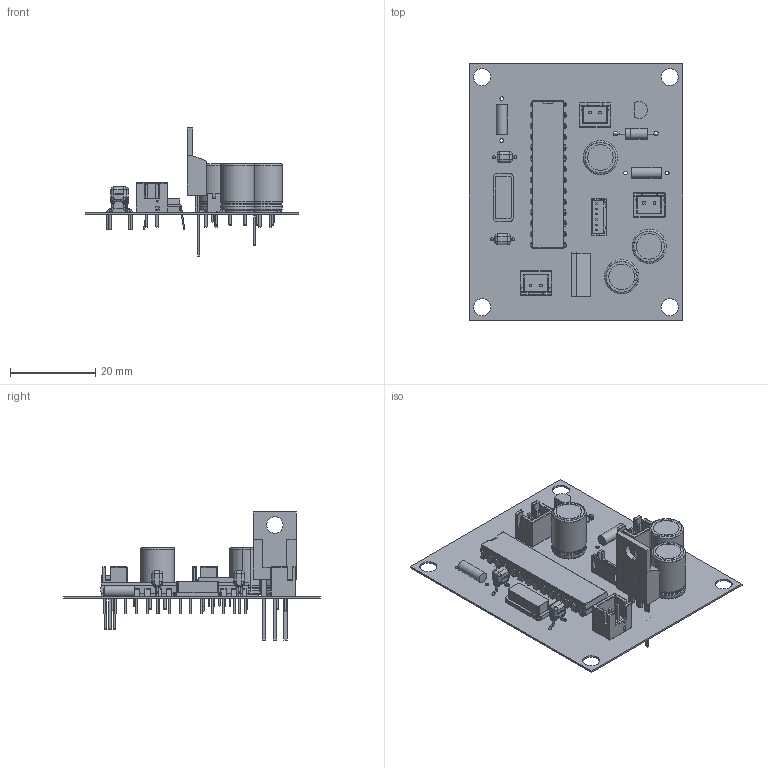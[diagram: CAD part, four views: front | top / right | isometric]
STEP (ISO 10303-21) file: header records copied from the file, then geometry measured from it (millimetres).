
FILE_DESCRIPTION(('Open CASCADE Model'),'2;1');
FILE_NAME('Open CASCADE Shape Model','2021-05-21T22:01:01',('Author'),( 'Open CASCADE'),'Open CASCADE STEP processor 6.8','Open CASCADE 6.8' ,'Unknown');
FILE_SCHEMA(('AUTOMOTIVE_DESIGN { 1 0 10303 214 1 1 1 1 }'));
Length unit declared in the file: millimetre
Products named in the file (51): PCB; Board; Open CASCADE STEP translator 6.8 1.1.1; JST4; Conn_JST_B2B-XH-A_LF_SN_eec; 1; B2B-XH-A; JST_Logo_adjustable; U2; L7805ACV; 5981934816; Extruded; XTAL1; 5981933456; 5981933376; U1; atmega328p-pu; R2; 5981932096; Cylinder; R1; 5981930976; Q1; BC547-B; JST3; Conn_Harwin_M30-6100646_eec; M30-610XXXX_MOULDING; M30-610XXXX_PIN; Harwin; JST2; JST1; C6; Aluminum_electrolytic_capacitor_radial_D8_H11.5_PinD0.6_Pitch3.5_
nominal_black; C5; C3; C2; Cap_Murata_RCE5C2A3R0C0K1H03B_eec; body; leads; logo ...
Assembly tree (68 placements, depth 5):
  PCB
    Board
      Open CASCADE STEP translator 6.8 1.1.1
    JST4
      Conn_JST_B2B-XH-A_LF_SN_eec
        1
          1
          B2B-XH-A
          JST_Logo_adjustable
    U2
      L7805ACV
      5981934816
        Extruded
    XTAL1
      5981933456
        Extruded
      5981933376
        Extruded
    U1
      atmega328p-pu
    R2
      5981932096
        Cylinder
    R1
      5981930976
        Cylinder
    Q1
      BC547-B
    JST3
      Conn_Harwin_M30-6100646_eec
        M30-610XXXX_MOULDING
        M30-610XXXX_PIN  x6
        Harwin
    JST2
      Conn_JST_B2B-XH-A_LF_SN_eec
        1
          1
          B2B-XH-A
          JST_Logo_adjustable
    JST1
      Conn_JST_B2B-XH-A_LF_SN_eec
        1
          1
          B2B-XH-A
          JST_Logo_adjustable
    C6
      Aluminum_electrolytic_capacitor_radial_D8_H11.5_PinD0.6_Pitch3.5_
nominal_black
      Aluminum_electrolytic_capacitor_radial_D8_H11.5_PinD0.6_Pitch3.5_
nominal_black
      Aluminum_electrolytic_capacitor_radial_D8_H11.5_PinD0.6_Pitch3.5_
nominal_black
      Aluminum_electrolytic_capacitor_radial_D8_H11.5_PinD0.6_Pitch3.5_
nominal_black
      Aluminum_electrolytic_capacitor_radial_D8_H11.5_PinD0.6_Pitch3.5_
nominal_black
    C5
      Aluminum_electrolytic_capacitor_radial_D8_H11.5_PinD0.6_Pitch3.5_
nominal_black
      Aluminum_electrolytic_capacitor_radial_D8_H11.5_PinD0.6_Pitch3.5_
nominal_black
      Aluminum_electrolytic_capacitor_radial_D8_H11.5_PinD0.6_Pitch3.5_
nominal_black
      Aluminum_electrolytic_capacitor_radial_D8_H11.5_PinD0.6_Pitch3.5_
nominal_black
      Aluminum_electrolytic_capacitor_radial_D8_H11.5_PinD0.6_Pitch3.5_
nominal_black
    C3
      Aluminum_electrolytic_capacitor_radial_D8_H11.5_PinD0.6_Pitch3.5_
nominal_black
      Aluminum_electrolytic_capacitor_radial_D8_H11.5_PinD0.6_Pitch3.5_
nominal_black
Bounding box: 50.05 x 60.08 x 30.02 mm (x, y, z)
Volume: 3953.4 mm3; surface area: 14259.2 mm2
Topology: 78 solids, 78 shells, 2497 faces, 6297 edges, 4006 vertices
Faces by surface type: plane 1340, cylinder 516, bspline 391, torus 154, sphere 90, cone 6
Full cylindrical faces by diameter (mm): 0.4 x3, 0.5 x12, 0.6 x12, 0.7 x6, 0.8 x4, 0.85 x4, 0.9 x34, 1 x6, 1.05 x2, 1.1 x3, 2.5 x4, 4 x4, 5.6 x6, 7.4 x9, 7.8 x6
Entity records: 62101 total; most frequent: CARTESIAN_POINT 17849, ORIENTED_EDGE 8304, DIRECTION 7500, EDGE_CURVE 4152, LINE 2968, VECTOR 2968, VERTEX_POINT 2696, AXIS2_PLACEMENT_3D 2266
